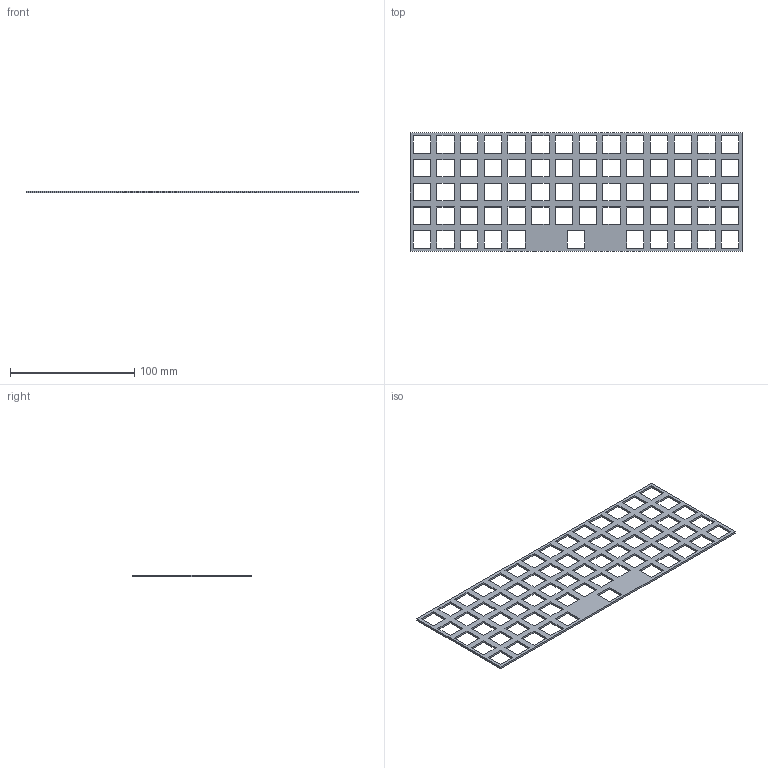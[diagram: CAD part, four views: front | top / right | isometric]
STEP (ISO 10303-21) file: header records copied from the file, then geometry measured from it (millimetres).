
FILE_DESCRIPTION(('KiCad electronic assembly'),'2;1');
FILE_NAME('75O top plate.step','2022-10-18T20:58:16',('Pcbnew'),('Kicad' ),'Open CASCADE STEP processor 7.6','KiCad to STEP converter', 'Unknown');
FILE_SCHEMA(('AUTOMOTIVE_DESIGN { 1 0 10303 214 1 1 1 1 }'));
Length unit declared in the file: millimetre
Products named in the file (2): 75O top plate 1; 75O top plate PCB
Assembly tree (1 placements, depth 2):
  75O top plate 1
    75O top plate PCB
Bounding box: 266.7 x 95.25 x 1.6 mm (x, y, z)
Volume: 19635.7 mm3; surface area: 31705.8 mm2
Topology: 1 solids, 1 shells, 274 faces, 816 edges, 544 vertices
Faces by surface type: plane 274
Entity records: 19923 total; most frequent: CARTESIAN_POINT 3268, DIRECTION 3000, LINE 2448, VECTOR 2448, ORIENTED_EDGE 1632, PCURVE 1632, DEFINITIONAL_REPRESENTATION 1632, EDGE_CURVE 816
